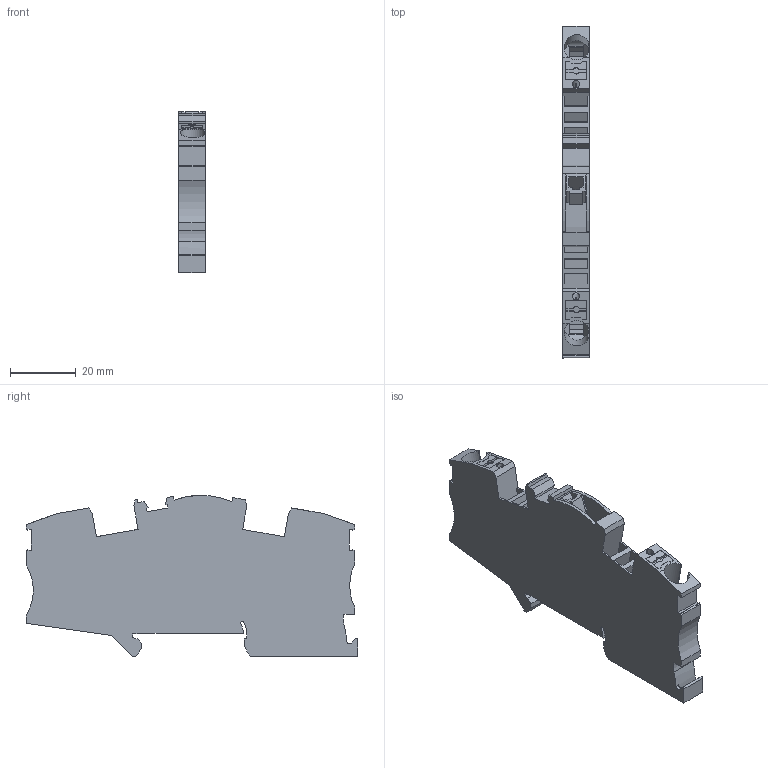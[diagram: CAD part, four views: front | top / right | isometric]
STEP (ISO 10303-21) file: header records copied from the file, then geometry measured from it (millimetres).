
FILE_DESCRIPTION(('Creo Elements/Direct Modeling STEP Export'),'2;1');
FILE_NAME('model.stp','2017-10-15T 6:05:28',(''),(''),'Creo Elements/Direct Modeling STEP processor for AP214 (Solid Model)','Creo Elements/Direct Modeling 18.1I 14-Aug-2016 (C) Parametric Technology GmbH','');
FILE_SCHEMA(('AUTOMOTIVE_DESIGN { 1 0 10303 214 1 1 1 1 }'));
Length unit declared in the file: millimetre
Products named in the file (2): PTME_6_HV-select
Assembly tree (1 placements, depth 2):
  PTME_6_HV-select
    PTME_6_HV-select
Bounding box: 8.15 x 100.8 x 48.92 mm (x, y, z)
Volume: 26235.4 mm3; surface area: 14126.3 mm2
Topology: 1 solids, 1 shells, 232 faces, 661 edges, 438 vertices
Faces by surface type: plane 188, cylinder 44
Entity records: 10369 total; most frequent: CARTESIAN_POINT 2411, ORIENTED_EDGE 1322, DIRECTION 1178, EDGE_CURVE 661, VECTOR 536, LINE 536, VERTEX_POINT 438, AXIS2_PLACEMENT_3D 321
